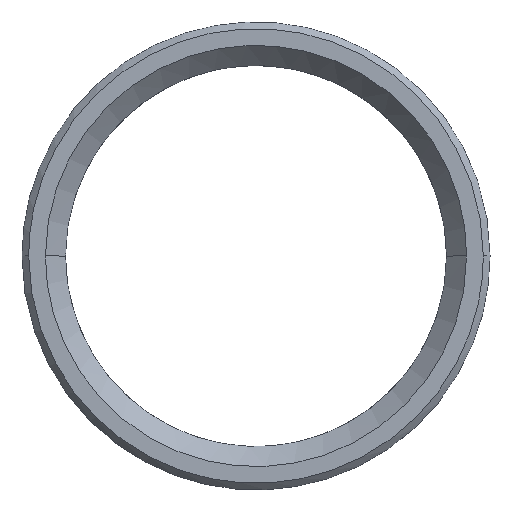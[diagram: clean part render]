
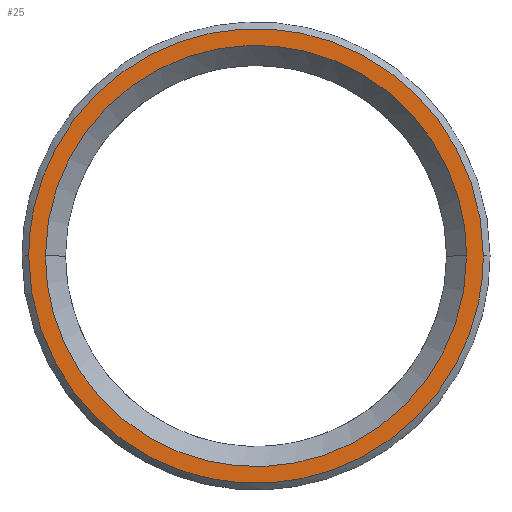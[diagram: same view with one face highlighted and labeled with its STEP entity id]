
A CAD part, top view. The second image highlights one B-rep face of the part: STEP entity #25.
In plain terms, the highlighted planar face has unit normal (0, 0, 1).
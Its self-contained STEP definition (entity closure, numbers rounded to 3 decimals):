
#25=ADVANCED_FACE('',(#51,#39),#311,.T.);
#39=FACE_BOUND('',#77,.T.);
#51=FACE_OUTER_BOUND('',#76,.T.);
#76=EDGE_LOOP('',(#132,#133));
#77=EDGE_LOOP('',(#134,#135));
#132=ORIENTED_EDGE('',*,*,#197,.T.);
#133=ORIENTED_EDGE('',*,*,#219,.T.);
#134=ORIENTED_EDGE('',*,*,#190,.T.);
#135=ORIENTED_EDGE('',*,*,#210,.T.);
#190=EDGE_CURVE('',#271,#284,#241,.T.);
#197=EDGE_CURVE('',#276,#289,#246,.T.);
#210=EDGE_CURVE('',#284,#271,#256,.T.);
#219=EDGE_CURVE('',#289,#276,#263,.T.);
#241=(
BOUNDED_CURVE()
B_SPLINE_CURVE(2,(#620,#621,#622,#623,#624),.UNSPECIFIED.,.F.,.F.)
B_SPLINE_CURVE_WITH_KNOTS((3,2,3),(0.,49.48,98.96),
 .UNSPECIFIED.)
CURVE()
GEOMETRIC_REPRESENTATION_ITEM()
RATIONAL_B_SPLINE_CURVE((1.,0.707,1.,0.707,1.))
REPRESENTATION_ITEM('')
);
#246=(
BOUNDED_CURVE()
B_SPLINE_CURVE(2,(#646,#647,#648,#649,#650),.UNSPECIFIED.,.F.,.F.)
B_SPLINE_CURVE_WITH_KNOTS((3,2,3),(0.,53.407,106.813),
 .UNSPECIFIED.)
CURVE()
GEOMETRIC_REPRESENTATION_ITEM()
RATIONAL_B_SPLINE_CURVE((1.,0.707,1.,0.707,1.))
REPRESENTATION_ITEM('')
);
#256=(
BOUNDED_CURVE()
B_SPLINE_CURVE(2,(#696,#697,#698,#699,#700),.UNSPECIFIED.,.F.,.F.)
B_SPLINE_CURVE_WITH_KNOTS((3,2,3),(98.96,148.439,197.919),
 .UNSPECIFIED.)
CURVE()
GEOMETRIC_REPRESENTATION_ITEM()
RATIONAL_B_SPLINE_CURVE((1.,0.707,1.,0.707,1.))
REPRESENTATION_ITEM('')
);
#263=(
BOUNDED_CURVE()
B_SPLINE_CURVE(2,(#729,#730,#731,#732,#733),.UNSPECIFIED.,.F.,.F.)
B_SPLINE_CURVE_WITH_KNOTS((3,2,3),(106.813,160.22,213.627),
 .UNSPECIFIED.)
CURVE()
GEOMETRIC_REPRESENTATION_ITEM()
RATIONAL_B_SPLINE_CURVE((1.,0.707,1.,0.707,1.))
REPRESENTATION_ITEM('')
);
#271=VERTEX_POINT('',#549);
#276=VERTEX_POINT('',#554);
#284=VERTEX_POINT('',#562);
#289=VERTEX_POINT('',#567);
#311=PLANE('',#407);
#407=AXIS2_PLACEMENT_3D('',#477,#422,$);
#422=DIRECTION('',(0.,0.,1.));
#477=CARTESIAN_POINT('',(-35.7,-35.7,6.));
#549=CARTESIAN_POINT('',(31.5,0.,6.));
#554=CARTESIAN_POINT('',(34.,0.,6.));
#562=CARTESIAN_POINT('',(-31.5,0.,6.));
#567=CARTESIAN_POINT('',(-34.,0.,6.));
#620=CARTESIAN_POINT('',(31.5,0.,6.));
#621=CARTESIAN_POINT('',(31.5,-31.5,6.));
#622=CARTESIAN_POINT('',(0.,-31.5,6.));
#623=CARTESIAN_POINT('',(-31.5,-31.5,6.));
#624=CARTESIAN_POINT('',(-31.5,0.,6.));
#646=CARTESIAN_POINT('',(34.,0.,6.));
#647=CARTESIAN_POINT('',(34.,34.,6.));
#648=CARTESIAN_POINT('',(0.,34.,6.));
#649=CARTESIAN_POINT('',(-34.,34.,6.));
#650=CARTESIAN_POINT('',(-34.,0.,6.));
#696=CARTESIAN_POINT('',(-31.5,0.,6.));
#697=CARTESIAN_POINT('',(-31.5,31.5,6.));
#698=CARTESIAN_POINT('',(0.,31.5,6.));
#699=CARTESIAN_POINT('',(31.5,31.5,6.));
#700=CARTESIAN_POINT('',(31.5,0.,6.));
#729=CARTESIAN_POINT('',(-34.,0.,6.));
#730=CARTESIAN_POINT('',(-34.,-34.,6.));
#731=CARTESIAN_POINT('',(0.,-34.,6.));
#732=CARTESIAN_POINT('',(34.,-34.,6.));
#733=CARTESIAN_POINT('',(34.,0.,6.));
